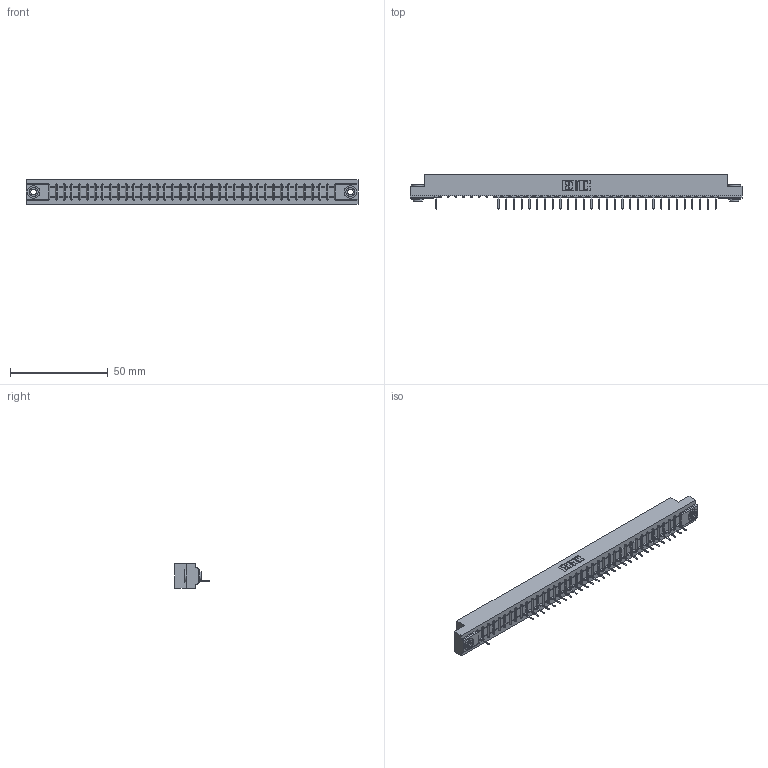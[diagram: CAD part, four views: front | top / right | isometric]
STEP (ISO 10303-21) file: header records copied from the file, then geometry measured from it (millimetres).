
FILE_DESCRIPTION (( 'STEP AP203' ), '1' );
FILE_NAME ('307-037-531-103.STEP', '2018-08-05T09:38:02', ( '' ), ( '' ), 'SwSTEP 2.0', 'SolidWorks 2016', '' );
FILE_SCHEMA (( 'CONFIG_CONTROL_DESIGN' ));
Length unit declared in the file: inch
Products named in the file (4): 307 Part_.156 Dia Mounting Holes; 307-290-001_531; 345-250-002_345-250-002-102; 307-037-531-103
Assembly tree (33 placements, depth 2):
  307-037-531-103
    307 Part_.156 Dia Mounting Holes
    307-290-001_531  x30
    345-250-002_345-250-002-102  x2
Bounding box: 169.62 x 17.42 x 12.7 mm (x, y, z)
Volume: 17425.1 mm3; surface area: 17636.3 mm2
Topology: 33 solids, 33 shells, 2028 faces, 5743 edges, 3682 vertices
Faces by surface type: plane 1288, cylinder 656, sphere 76, cone 8
Entity records: 33145 total; most frequent: CARTESIAN_POINT 5590, ORIENTED_EDGE 5574, DIRECTION 5447, EDGE_CURVE 2787, VECTOR 2129, LINE 2129, VERTEX_POINT 1802, AXIS2_PLACEMENT_3D 1659
